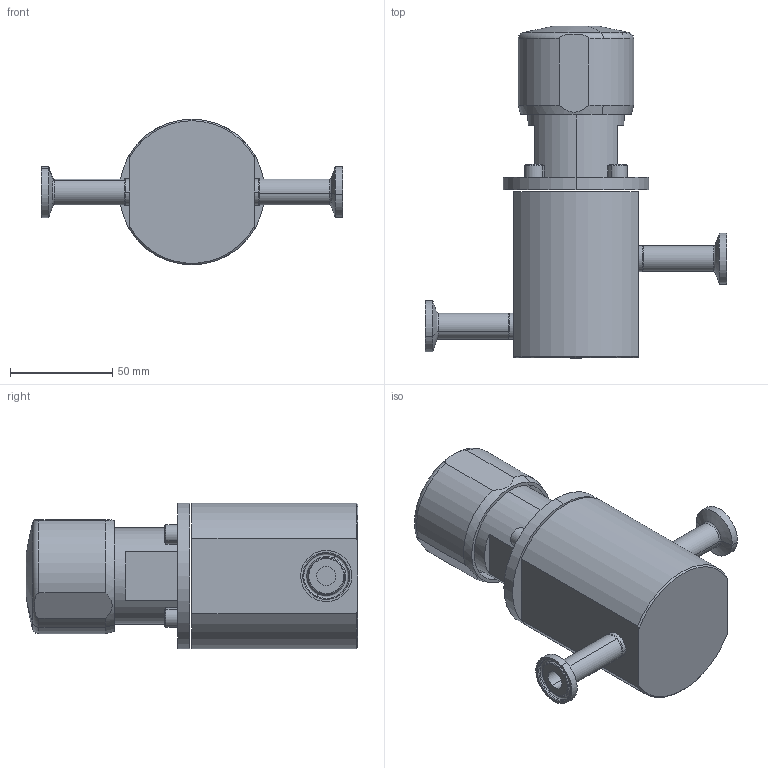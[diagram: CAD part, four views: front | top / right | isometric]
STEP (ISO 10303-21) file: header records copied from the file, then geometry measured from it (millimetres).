
FILE_DESCRIPTION (( 'STEP AP203' ), '1' );
FILE_NAME ('MK978M-050-INLINE.STEP', '2022-06-16T12:45:36', ( '' ), ( '' ), 'SwSTEP 2.0', 'SolidWorks 2018', '' );
FILE_SCHEMA (( 'CONFIG_CONTROL_DESIGN' ));
Length unit declared in the file: inch
Products named in the file (1): MK978M-050-INLINE
Bounding box: 147.32 x 162.06 x 71.12 mm (x, y, z)
Surface area: 56133.4 mm2 (no closed solid volume)
Topology: 0 solids, 11 shells, 156 faces, 440 edges, 276 vertices
Faces by surface type: plane 56, cylinder 45, cone 29, torus 18, sphere 6, bspline 2
Entity records: 6422 total; most frequent: CARTESIAN_POINT 2261, DIRECTION 946, ORIENTED_EDGE 733, EDGE_CURVE 432, AXIS2_PLACEMENT_3D 377, VERTEX_POINT 276, CIRCLE 222, VECTOR 192
